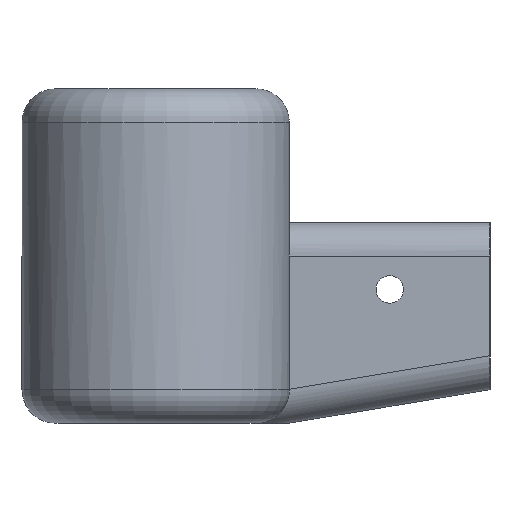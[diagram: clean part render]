
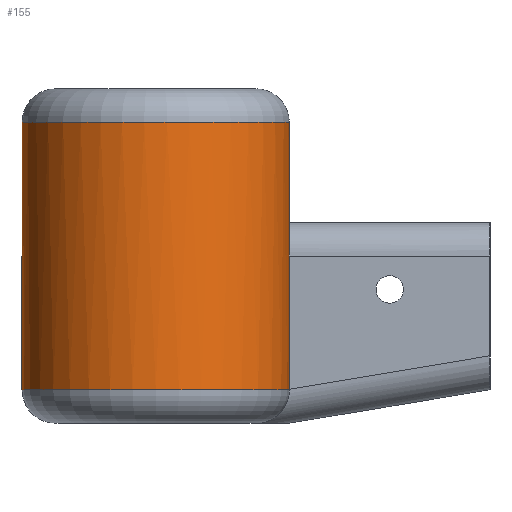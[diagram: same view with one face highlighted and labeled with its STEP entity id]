
A CAD part, left-side view. The second image highlights one B-rep face of the part: STEP entity #155.
In plain terms, the highlighted cylindrical face has radius 20 mm (diameter 40 mm), a partial arc.
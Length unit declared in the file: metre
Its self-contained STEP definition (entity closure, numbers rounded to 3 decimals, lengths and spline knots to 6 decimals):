
#155 = ADVANCED_FACE( '', ( #390 ), #391, .T. );
#390 = FACE_OUTER_BOUND( '', #733, .T. );
#391 = CYLINDRICAL_SURFACE( '', #734, 0.02 );
#733 = EDGE_LOOP( '', ( #1158, #1159, #1160, #1161, #1162, #1163, #1164, #1165, #1166, #1167 ) );
#734 = AXIS2_PLACEMENT_3D( '', #1168, #1169, #1170 );
#1158 = ORIENTED_EDGE( '', *, *, #1960, .F. );
#1159 = ORIENTED_EDGE( '', *, *, #1953, .T. );
#1160 = ORIENTED_EDGE( '', *, *, #1961, .T. );
#1161 = ORIENTED_EDGE( '', *, *, #1962, .T. );
#1162 = ORIENTED_EDGE( '', *, *, #1963, .T. );
#1163 = ORIENTED_EDGE( '', *, *, #1964, .T. );
#1164 = ORIENTED_EDGE( '', *, *, #1965, .T. );
#1165 = ORIENTED_EDGE( '', *, *, #1947, .T. );
#1166 = ORIENTED_EDGE( '', *, *, #1966, .F. );
#1167 = ORIENTED_EDGE( '', *, *, #1967, .T. );
#1168 = CARTESIAN_POINT( '', ( -0.07, 0., 0.01 ) );
#1169 = DIRECTION( '', ( 0., 0., 1. ) );
#1170 = DIRECTION( '', ( -1., 0., 0. ) );
#1947 = EDGE_CURVE( '', #2326, #2331, #2333, .T. );
#1953 = EDGE_CURVE( '', #2341, #2339, #2342, .F. );
#1960 = EDGE_CURVE( '', #2341, #2352, #2353, .F. );
#1961 = EDGE_CURVE( '', #2339, #2335, #2354, .F. );
#1962 = EDGE_CURVE( '', #2335, #2355, #2356, .T. );
#1963 = EDGE_CURVE( '', #2355, #2357, #2358, .T. );
#1964 = EDGE_CURVE( '', #2357, #2359, #2360, .T. );
#1965 = EDGE_CURVE( '', #2359, #2326, #2361, .T. );
#1966 = EDGE_CURVE( '', #2362, #2331, #2363, .T. );
#1967 = EDGE_CURVE( '', #2362, #2352, #2364, .F. );
#2326 = VERTEX_POINT( '', #2871 );
#2331 = VERTEX_POINT( '', #2876 );
#2333 = CIRCLE( '', #2878, 0.02 );
#2335 = VERTEX_POINT( '', #2880 );
#2339 = VERTEX_POINT( '', #2884 );
#2341 = VERTEX_POINT( '', #2886 );
#2342 = LINE( '', #2887, #2888 );
#2352 = VERTEX_POINT( '', #2899 );
#2353 = CIRCLE( '', #2900, 0.02 );
#2354 = CIRCLE( '', #2901, 0.02 );
#2355 = VERTEX_POINT( '', #2902 );
#2356 = LINE( '', #2903, #2904 );
#2357 = VERTEX_POINT( '', #2905 );
#2358 = CIRCLE( '', #2906, 0.02 );
#2359 = VERTEX_POINT( '', #2907 );
#2360 = B_SPLINE_CURVE_WITH_KNOTS( '', 3, ( #2908, #2909, #2910, #2911, #2912, #2913, #2914, #2915, #2916, #2917, #2918, #2919, #2920, #2921, #2922, #2923, #2924, #2925 ), .UNSPECIFIED., .F., .F., ( 4, 2, 2, 2, 2, 2, 2, 2, 4 ), ( 0., 0.001924, 0.003848, 0.007696, 0.00962, 0.011544, 0.013468, 0.01443, 0.015392 ), .UNSPECIFIED. );
#2361 = LINE( '', #2926, #2927 );
#2362 = VERTEX_POINT( '', #2928 );
#2363 = LINE( '', #2929, #2930 );
#2364 = B_SPLINE_CURVE_WITH_KNOTS( '', 3, ( #2931, #2932, #2933, #2934, #2935, #2936, #2937, #2938, #2939, #2940, #2941, #2942, #2943, #2944, #2945, #2946, #2947, #2948 ), .UNSPECIFIED., .F., .F., ( 4, 2, 2, 2, 2, 2, 2, 2, 4 ), ( 0., 0.001924, 0.003848, 0.007696, 0.00962, 0.011544, 0.013468, 0.01443, 0.015392 ), .UNSPECIFIED. );
#2871 = CARTESIAN_POINT( '', ( -0.07, 0.02, 0.005 ) );
#2876 = CARTESIAN_POINT( '', ( -0.07, -0.02, 0.005 ) );
#2878 = AXIS2_PLACEMENT_3D( '', #3608, #3609, #3610 );
#2880 = CARTESIAN_POINT( '', ( -0.056733, 0.014966, 0.045 ) );
#2884 = CARTESIAN_POINT( '', ( -0.056733, -0.014966, 0.045 ) );
#2886 = CARTESIAN_POINT( '', ( -0.056733, -0.014966, 0.03 ) );
#2887 = CARTESIAN_POINT( '', ( -0.056733, -0.014966, 0.01 ) );
#2888 = VECTOR( '', #3620, 1. );
#2899 = CARTESIAN_POINT( '', ( -0.056771, -0.015, 0.03 ) );
#2900 = AXIS2_PLACEMENT_3D( '', #3631, #3632, #3633 );
#2901 = AXIS2_PLACEMENT_3D( '', #3634, #3635, #3636 );
#2902 = CARTESIAN_POINT( '', ( -0.056733, 0.014966, 0.03 ) );
#2903 = CARTESIAN_POINT( '', ( -0.056733, 0.014966, 0.01 ) );
#2904 = VECTOR( '', #3637, 1. );
#2905 = CARTESIAN_POINT( '', ( -0.056771, 0.015, 0.03 ) );
#2906 = AXIS2_PLACEMENT_3D( '', #3638, #3639, #3640 );
#2907 = CARTESIAN_POINT( '', ( -0.07, 0.02, 0.025 ) );
#2908 = CARTESIAN_POINT( '', ( -0.056771, 0.015, 0.03 ) );
#2909 = CARTESIAN_POINT( '', ( -0.057259, 0.01543, 0.03 ) );
#2910 = CARTESIAN_POINT( '', ( -0.05776, 0.01583, 0.029946 ) );
#2911 = CARTESIAN_POINT( '', ( -0.058788, 0.016574, 0.029761 ) );
#2912 = CARTESIAN_POINT( '', ( -0.059316, 0.016919, 0.029631 ) );
#2913 = CARTESIAN_POINT( '', ( -0.06094, 0.017874, 0.029153 ) );
#2914 = CARTESIAN_POINT( '', ( -0.062036, 0.018384, 0.028733 ) );
#2915 = CARTESIAN_POINT( '', ( -0.063711, 0.018995, 0.028023 ) );
#2916 = CARTESIAN_POINT( '', ( -0.064274, 0.019172, 0.027773 ) );
#2917 = CARTESIAN_POINT( '', ( -0.065413, 0.019476, 0.027249 ) );
#2918 = CARTESIAN_POINT( '', ( -0.065985, 0.019602, 0.026978 ) );
#2919 = CARTESIAN_POINT( '', ( -0.067128, 0.019801, 0.026426 ) );
#2920 = CARTESIAN_POINT( '', ( -0.0677, 0.019876, 0.026145 ) );
#2921 = CARTESIAN_POINT( '', ( -0.068561, 0.01995, 0.025718 ) );
#2922 = CARTESIAN_POINT( '', ( -0.068848, 0.019969, 0.025575 ) );
#2923 = CARTESIAN_POINT( '', ( -0.069423, 0.019994, 0.025288 ) );
#2924 = CARTESIAN_POINT( '', ( -0.069713, 0.02, 0.025143 ) );
#2925 = CARTESIAN_POINT( '', ( -0.07, 0.02, 0.025 ) );
#2926 = CARTESIAN_POINT( '', ( -0.07, 0.02, 0.01 ) );
#2927 = VECTOR( '', #3641, 1. );
#2928 = CARTESIAN_POINT( '', ( -0.07, -0.02, 0.025 ) );
#2929 = CARTESIAN_POINT( '', ( -0.07, -0.02, 0.01 ) );
#2930 = VECTOR( '', #3642, 1. );
#2931 = CARTESIAN_POINT( '', ( -0.056771, -0.015, 0.03 ) );
#2932 = CARTESIAN_POINT( '', ( -0.057259, -0.01543, 0.03 ) );
#2933 = CARTESIAN_POINT( '', ( -0.05776, -0.01583, 0.029946 ) );
#2934 = CARTESIAN_POINT( '', ( -0.058788, -0.016574, 0.029761 ) );
#2935 = CARTESIAN_POINT( '', ( -0.059316, -0.016919, 0.029631 ) );
#2936 = CARTESIAN_POINT( '', ( -0.06094, -0.017874, 0.029153 ) );
#2937 = CARTESIAN_POINT( '', ( -0.062036, -0.018384, 0.028733 ) );
#2938 = CARTESIAN_POINT( '', ( -0.063711, -0.018995, 0.028023 ) );
#2939 = CARTESIAN_POINT( '', ( -0.064274, -0.019172, 0.027773 ) );
#2940 = CARTESIAN_POINT( '', ( -0.065413, -0.019476, 0.027249 ) );
#2941 = CARTESIAN_POINT( '', ( -0.065985, -0.019602, 0.026978 ) );
#2942 = CARTESIAN_POINT( '', ( -0.067128, -0.019801, 0.026426 ) );
#2943 = CARTESIAN_POINT( '', ( -0.0677, -0.019876, 0.026145 ) );
#2944 = CARTESIAN_POINT( '', ( -0.068561, -0.01995, 0.025718 ) );
#2945 = CARTESIAN_POINT( '', ( -0.068848, -0.019969, 0.025575 ) );
#2946 = CARTESIAN_POINT( '', ( -0.069423, -0.019994, 0.025288 ) );
#2947 = CARTESIAN_POINT( '', ( -0.069713, -0.02, 0.025143 ) );
#2948 = CARTESIAN_POINT( '', ( -0.07, -0.02, 0.025 ) );
#3608 = CARTESIAN_POINT( '', ( -0.07, 0., 0.005 ) );
#3609 = DIRECTION( '', ( 0., 0., 1. ) );
#3610 = DIRECTION( '', ( 1., 0., 0. ) );
#3620 = DIRECTION( '', ( 0., 0., -1. ) );
#3631 = CARTESIAN_POINT( '', ( -0.07, 0., 0.03 ) );
#3632 = DIRECTION( '', ( 0., 0., 1. ) );
#3633 = DIRECTION( '', ( 1., 0., 0. ) );
#3634 = CARTESIAN_POINT( '', ( -0.07, 0., 0.045 ) );
#3635 = DIRECTION( '', ( 0., 0., 1. ) );
#3636 = DIRECTION( '', ( 1., 0., 0. ) );
#3637 = DIRECTION( '', ( 0., 0., -1. ) );
#3638 = CARTESIAN_POINT( '', ( -0.07, 0., 0.03 ) );
#3639 = DIRECTION( '', ( 0., 0., 1. ) );
#3640 = DIRECTION( '', ( 1., 0., 0. ) );
#3641 = DIRECTION( '', ( 0., 0., -1. ) );
#3642 = DIRECTION( '', ( 0., 0., -1. ) );
